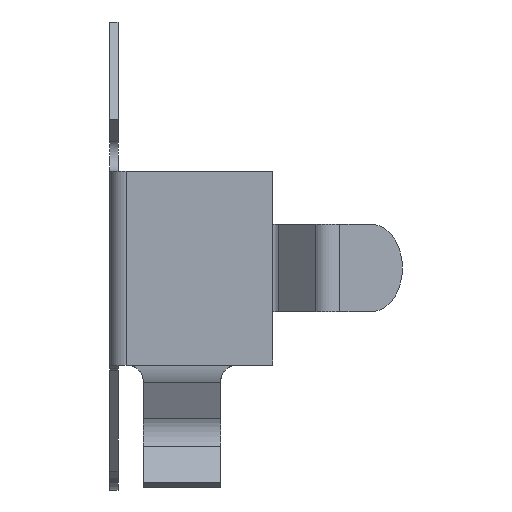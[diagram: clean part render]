
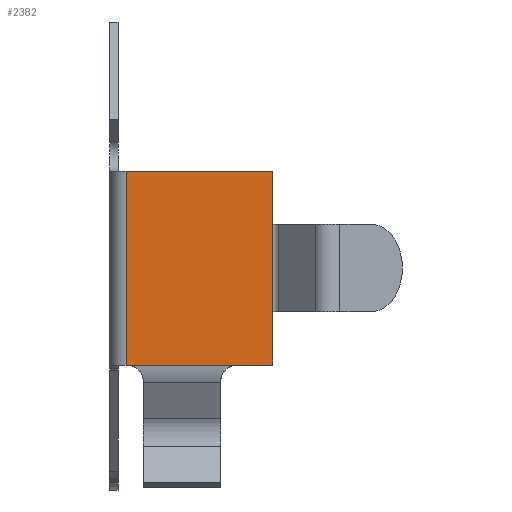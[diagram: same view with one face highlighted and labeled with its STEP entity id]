
A CAD part, left-side view. The second image highlights one B-rep face of the part: STEP entity #2382.
In plain terms, the highlighted planar face has unit normal (-1, 0, 0).
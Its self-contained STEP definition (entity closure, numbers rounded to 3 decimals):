
#1250 = VERTEX_POINT('',#1251);
#1251 = CARTESIAN_POINT('',(-5.309,-0.152,5.763));
#1258 = EDGE_CURVE('',#1250,#1259,#1261,.T.);
#1259 = VERTEX_POINT('',#1260);
#1260 = CARTESIAN_POINT('',(-5.309,-2.794,5.763));
#1261 = LINE('',#1262,#1263);
#1262 = CARTESIAN_POINT('',(-5.309,-2.794,5.763));
#1263 = VECTOR('',#1264,1.);
#1264 = DIRECTION('',(0.,-1.,-0.));
#1775 = VERTEX_POINT('',#1776);
#1776 = CARTESIAN_POINT('',(-5.309,-0.152,2.258));
#1783 = EDGE_CURVE('',#1775,#1250,#1784,.T.);
#1784 = LINE('',#1785,#1786);
#1785 = CARTESIAN_POINT('',(-5.309,-0.152,5.763));
#1786 = VECTOR('',#1787,1.);
#1787 = DIRECTION('',(0.,0.,1.));
#2382 = ADVANCED_FACE('',(#2383),#2425,.F.);
#2383 = FACE_BOUND('',#2384,.T.);
#2384 = EDGE_LOOP('',(#2385,#2386,#2394,#2402,#2410,#2418,#2424));
#2385 = ORIENTED_EDGE('',*,*,#1783,.F.);
#2386 = ORIENTED_EDGE('',*,*,#2387,.T.);
#2387 = EDGE_CURVE('',#1775,#2388,#2390,.T.);
#2388 = VERTEX_POINT('',#2389);
#2389 = CARTESIAN_POINT('',(-5.309,-2.159,2.258));
#2390 = LINE('',#2391,#2392);
#2391 = CARTESIAN_POINT('',(-5.309,-0.457,2.258));
#2392 = VECTOR('',#2393,1.);
#2393 = DIRECTION('',(0.,-1.,0.));
#2394 = ORIENTED_EDGE('',*,*,#2395,.F.);
#2395 = EDGE_CURVE('',#2396,#2388,#2398,.T.);
#2396 = VERTEX_POINT('',#2397);
#2397 = CARTESIAN_POINT('',(-5.309,-2.794,2.258));
#2398 = LINE('',#2399,#2400);
#2399 = CARTESIAN_POINT('',(-5.309,0.,2.258));
#2400 = VECTOR('',#2401,1.);
#2401 = DIRECTION('',(0.,1.,0.));
#2402 = ORIENTED_EDGE('',*,*,#2403,.F.);
#2403 = EDGE_CURVE('',#2404,#2396,#2406,.T.);
#2404 = VERTEX_POINT('',#2405);
#2405 = CARTESIAN_POINT('',(-5.309,-2.794,3.223));
#2406 = LINE('',#2407,#2408);
#2407 = CARTESIAN_POINT('',(-5.309,-2.794,2.258));
#2408 = VECTOR('',#2409,1.);
#2409 = DIRECTION('',(-0.,-0.,-1.));
#2410 = ORIENTED_EDGE('',*,*,#2411,.F.);
#2411 = EDGE_CURVE('',#2412,#2404,#2414,.T.);
#2412 = VERTEX_POINT('',#2413);
#2413 = CARTESIAN_POINT('',(-5.309,-2.794,4.798));
#2414 = LINE('',#2415,#2416);
#2415 = CARTESIAN_POINT('',(-5.309,-2.794,4.798));
#2416 = VECTOR('',#2417,1.);
#2417 = DIRECTION('',(-0.,-0.,-1.));
#2418 = ORIENTED_EDGE('',*,*,#2419,.F.);
#2419 = EDGE_CURVE('',#1259,#2412,#2420,.T.);
#2420 = LINE('',#2421,#2422);
#2421 = CARTESIAN_POINT('',(-5.309,-2.794,2.258));
#2422 = VECTOR('',#2423,1.);
#2423 = DIRECTION('',(-0.,-0.,-1.));
#2424 = ORIENTED_EDGE('',*,*,#1258,.F.);
#2425 = PLANE('',#2426);
#2426 = AXIS2_PLACEMENT_3D('',#2427,#2428,#2429);
#2427 = CARTESIAN_POINT('',(-5.309,0.,2.258));
#2428 = DIRECTION('',(1.,0.,0.));
#2429 = DIRECTION('',(0.,-1.,0.));
